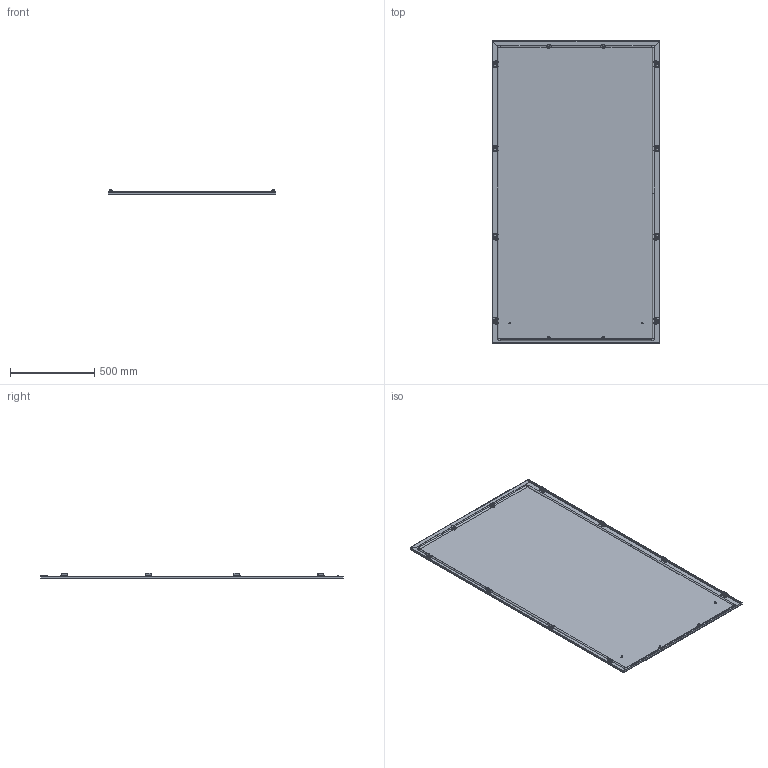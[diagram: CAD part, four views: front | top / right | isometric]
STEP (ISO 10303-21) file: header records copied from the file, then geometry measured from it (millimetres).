
FILE_DESCRIPTION (( 'STEP AP203' ), '1' );
FILE_NAME ('UR41511181040 Ñòåíêà çàäíÿÿ RS52 180.100 (000.801.416-02) .STEP', '2022-04-12T10:38:32', ( '' ), ( '' ), 'SwSTEP 2.0', 'SolidWorks 2017', '' );
FILE_SCHEMA (( 'CONFIG_CONTROL_DESIGN' ));
Length unit declared in the file: millimetre
Products named in the file (9): Óïëîòíèòåëü ÏÏÓ äëÿ ñòåíêè çàäíåé LC3_18 (180å100); 000.132.169 Îñíîâàíèå ñòåíêè çàäíåé RS52 180.00_02 (180.100); Âèíò ISO 7380-2 TX_Œ5å12; 000.130.392 Ñòåíêà çàäíÿÿ RS52 180.00_02 (180.100); Øïèëüêà çàçåìëåíèÿ CKF CS_Œ6å16; UR41511181040 Ñòåíêà çàäíÿÿ RS52 180.100 (000.801.416-02) ; 029-336 Êðîíøòåéí ñòåíêè çàäíåé LC3; Âèíò ISO 10642 TX_Œ5å16; 001-117 相礤朦 耱屙觇 玎漤彘 RS52 180.00_02 (180.100)
Assembly tree (42 placements, depth 4):
  UR41511181040 Ñòåíêà çàäíÿÿ RS52 180.100 (000.801.416-02) 
    000.130.392 Ñòåíêà çàäíÿÿ RS52 180.00_02 (180.100)
      000.132.169 Îñíîâàíèå ñòåíêè çàäíåé RS52 180.00_02 (180.100)
        001-117 相礤朦 耱屙觇 玎漤彘 RS52 180.00_02 (180.100)
        Øïèëüêà çàçåìëåíèÿ CKF CS_Œ6å16  x2
      Óïëîòíèòåëü ÏÏÓ äëÿ ñòåíêè çàäíåé LC3_18 (180å100)
    029-336 Êðîíøòåéí ñòåíêè çàäíåé LC3  x8
    Âèíò ISO 10642 TX_Œ5å16  x16
    Âèíò ISO 7380-2 TX_Œ5å12  x12
Bounding box: 996.8 x 1797 x 30.97 mm (x, y, z)
Volume: 3000093.7 mm3; surface area: 3993857.2 mm2
Topology: 40 solids, 40 shells, 1805 faces, 5429 edges, 3728 vertices
Faces by surface type: cylinder 814, plane 599, cone 172, torus 154, bspline 66
Entity records: 16370 total; most frequent: CARTESIAN_POINT 4293, DIRECTION 2313, ORIENTED_EDGE 2038, EDGE_CURVE 1019, AXIS2_PLACEMENT_3D 979, VERTEX_POINT 635, CIRCLE 521, EDGE_LOOP 488
